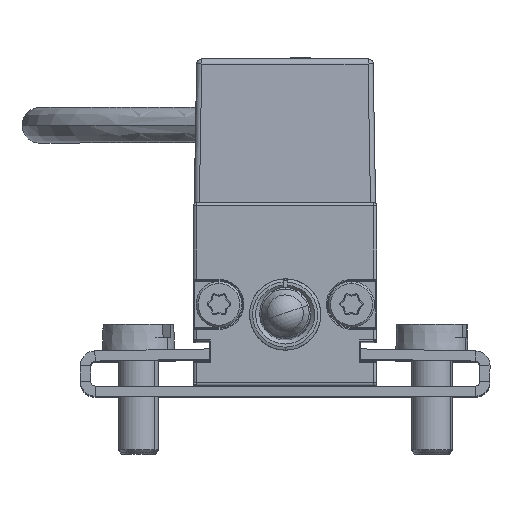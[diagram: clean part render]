
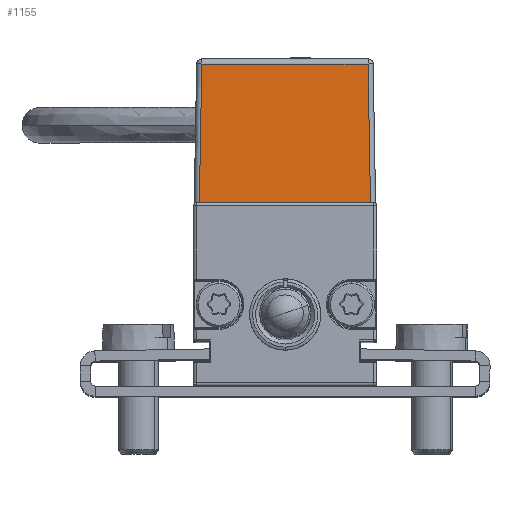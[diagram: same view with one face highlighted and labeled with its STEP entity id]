
A CAD part, top view. The second image highlights one B-rep face of the part: STEP entity #1155.
In plain terms, the highlighted planar face has unit normal (0, 0.018, 1).
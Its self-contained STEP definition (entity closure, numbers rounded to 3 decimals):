
#1155 = ADVANCED_FACE ( 'NONE', ( #24190 ), #24175, .T. ) ;
#1546 = ORIENTED_EDGE ( 'NONE', *, *, #11834, .T. ) ;
#1547 = ORIENTED_EDGE ( 'NONE', *, *, #11832, .T. ) ;
#1548 = ORIENTED_EDGE ( 'NONE', *, *, #11797, .T. ) ;
#1549 = ORIENTED_EDGE ( 'NONE', *, *, #11835, .T. ) ;
#2067 = CARTESIAN_POINT ( 'NONE',  ( 8.366, 18., 89.184 ) ) ;
#2088 = CARTESIAN_POINT ( 'NONE',  ( 8.129, 31.583, 88.947 ) ) ;
#2103 = CARTESIAN_POINT ( 'NONE',  ( -8.189, 31.583, 88.947 ) ) ;
#2136 = CARTESIAN_POINT ( 'NONE',  ( -8.426, 18., 89.184 ) ) ;
#3018 = LINE ( 'NONE', #3024, #16137 ) ;
#3024 = CARTESIAN_POINT ( 'NONE',  ( -8.426, 17.991, 89.184 ) ) ;
#3029 = DIRECTION ( 'NONE',  ( -0.017, -1., 0.017 ) ) ;
#3228 = CARTESIAN_POINT ( 'NONE',  ( 8.36, 18.302, 89.179 ) ) ;
#3261 = CARTESIAN_POINT ( 'NONE',  ( -8.929, 31.583, 88.947 ) ) ;
#3269 = LINE ( 'NONE', #3261, #16188 ) ;
#3277 = DIRECTION ( 'NONE',  ( -1., 0., 0. ) ) ;
#3283 = LINE ( 'NONE', #3228, #16194 ) ;
#3290 = DIRECTION ( 'NONE',  ( -0.017, 1., -0.017 ) ) ;
#3292 = LINE ( 'NONE', #3295, #16199 ) ;
#3295 = CARTESIAN_POINT ( 'NONE',  ( -8.929, 18., 89.184 ) ) ;
#3296 = DIRECTION ( 'NONE',  ( 1., 0., 0. ) ) ;
#4640 = AXIS2_PLACEMENT_3D ( 'NONE', #24200, #24201, #24202 ) ;
#11797 = EDGE_CURVE ( 'NONE', #32042, #32075, #3018, .T. ) ;
#11832 = EDGE_CURVE ( 'NONE', #32027, #32042, #3269, .T. ) ;
#11834 = EDGE_CURVE ( 'NONE', #32006, #32027, #3283, .T. ) ;
#11835 = EDGE_CURVE ( 'NONE', #32075, #32006, #3292, .T. ) ;
#16137 = VECTOR ( 'NONE', #3029, 1000. ) ;
#16188 = VECTOR ( 'NONE', #3277, 1000. ) ;
#16194 = VECTOR ( 'NONE', #3290, 1000. ) ;
#16199 = VECTOR ( 'NONE', #3296, 1000. ) ;
#24175 = PLANE ( 'NONE',  #4640 ) ;
#24190 = FACE_OUTER_BOUND ( 'NONE', #32237, .T. ) ;
#24200 = CARTESIAN_POINT ( 'NONE',  ( -8.929, 18., 89.184 ) ) ;
#24201 = DIRECTION ( 'NONE',  ( 0., 0.017, 1. ) ) ;
#24202 = DIRECTION ( 'NONE',  ( 0., -1., 0.017 ) ) ;
#32006 = VERTEX_POINT ( 'NONE', #2067 ) ;
#32027 = VERTEX_POINT ( 'NONE', #2088 ) ;
#32042 = VERTEX_POINT ( 'NONE', #2103 ) ;
#32075 = VERTEX_POINT ( 'NONE', #2136 ) ;
#32237 = EDGE_LOOP ( 'NONE', ( #1546, #1547, #1548, #1549 ) ) ;
